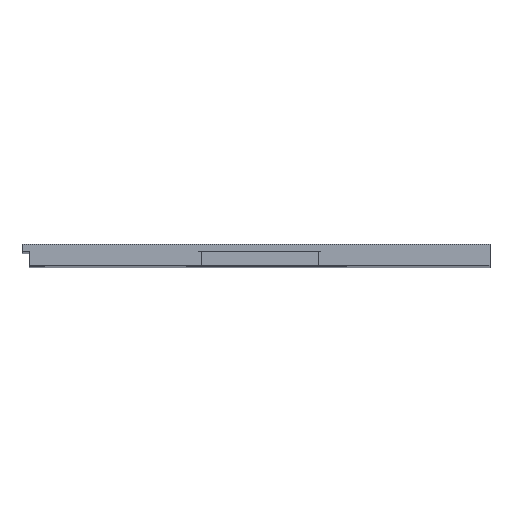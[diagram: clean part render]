
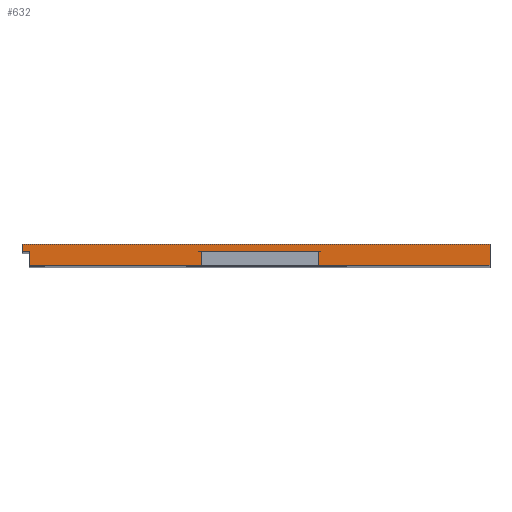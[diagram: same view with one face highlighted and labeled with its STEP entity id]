
A CAD part, top view. The second image highlights one B-rep face of the part: STEP entity #632.
In plain terms, the highlighted planar face has unit normal (0, 0, 1).
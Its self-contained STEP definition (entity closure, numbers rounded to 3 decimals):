
#61=CARTESIAN_POINT('Vertex',(200.,18.,589.5)) ;
#77=CARTESIAN_POINT('Vertex',(-200.,18.,589.5)) ;
#80=CARTESIAN_POINT('Line Origine',(0.,18.,589.5)) ;
#97=CARTESIAN_POINT('Line Origine',(-200.,15.,589.5)) ;
#101=CARTESIAN_POINT('Vertex',(-200.,12.,589.5)) ;
#234=CARTESIAN_POINT('Vertex',(-194.,12.,589.5)) ;
#241=CARTESIAN_POINT('Vertex',(-194.,0.,589.5)) ;
#244=CARTESIAN_POINT('Line Origine',(-194.,6.,589.5)) ;
#327=CARTESIAN_POINT('Vertex',(53.,12.,589.5)) ;
#343=CARTESIAN_POINT('Vertex',(53.,0.,589.5)) ;
#346=CARTESIAN_POINT('Line Origine',(53.,6.,589.5)) ;
#363=CARTESIAN_POINT('Line Origine',(3.,12.,589.5)) ;
#367=CARTESIAN_POINT('Vertex',(-47.,12.,589.5)) ;
#482=CARTESIAN_POINT('Line Origine',(-47.,6.,589.5)) ;
#486=CARTESIAN_POINT('Vertex',(-47.,0.,589.5)) ;
#551=CARTESIAN_POINT('Line Origine',(-197.,12.,589.5)) ;
#598=CARTESIAN_POINT('Axis2P3D Location',(200.,0.,589.5)) ;
#603=CARTESIAN_POINT('Line Origine',(126.5,0.,589.5)) ;
#607=CARTESIAN_POINT('Vertex',(200.,0.,589.5)) ;
#610=CARTESIAN_POINT('Line Origine',(200.,9.,589.5)) ;
#615=CARTESIAN_POINT('Line Origine',(-120.5,0.,589.5)) ;
#81=DIRECTION('Vector Direction',(-1.,0.,0.)) ;
#98=DIRECTION('Vector Direction',(0.,1.,0.)) ;
#245=DIRECTION('Vector Direction',(0.,1.,0.)) ;
#347=DIRECTION('Vector Direction',(0.,1.,0.)) ;
#364=DIRECTION('Vector Direction',(-1.,0.,0.)) ;
#483=DIRECTION('Vector Direction',(0.,1.,0.)) ;
#552=DIRECTION('Vector Direction',(1.,0.,0.)) ;
#599=DIRECTION('Axis2P3D Direction',(0.,0.,-1.)) ;
#600=DIRECTION('Axis2P3D XDirection',(-1.,0.,0.)) ;
#604=DIRECTION('Vector Direction',(-1.,0.,0.)) ;
#611=DIRECTION('Vector Direction',(0.,1.,0.)) ;
#616=DIRECTION('Vector Direction',(-1.,0.,0.)) ;
#601=AXIS2_PLACEMENT_3D('Plane Axis2P3D',#598,#599,#600) ;
#621=ORIENTED_EDGE('',*,*,#488,.T.) ;
#622=ORIENTED_EDGE('',*,*,#369,.T.) ;
#623=ORIENTED_EDGE('',*,*,#350,.F.) ;
#624=ORIENTED_EDGE('',*,*,#609,.T.) ;
#625=ORIENTED_EDGE('',*,*,#614,.T.) ;
#626=ORIENTED_EDGE('',*,*,#84,.F.) ;
#627=ORIENTED_EDGE('',*,*,#103,.F.) ;
#628=ORIENTED_EDGE('',*,*,#555,.T.) ;
#629=ORIENTED_EDGE('',*,*,#248,.F.) ;
#630=ORIENTED_EDGE('',*,*,#619,.T.) ;
#82=VECTOR('Line Direction',#81,1.) ;
#99=VECTOR('Line Direction',#98,1.) ;
#246=VECTOR('Line Direction',#245,1.) ;
#348=VECTOR('Line Direction',#347,1.) ;
#365=VECTOR('Line Direction',#364,1.) ;
#484=VECTOR('Line Direction',#483,1.) ;
#553=VECTOR('Line Direction',#552,1.) ;
#605=VECTOR('Line Direction',#604,1.) ;
#612=VECTOR('Line Direction',#611,1.) ;
#617=VECTOR('Line Direction',#616,1.) ;
#632=ADVANCED_FACE('Corps principal',(#631),#602,.F.) ;
#84=EDGE_CURVE('',#78,#62,#83,.F.) ;
#103=EDGE_CURVE('',#102,#78,#100,.T.) ;
#248=EDGE_CURVE('',#242,#235,#247,.T.) ;
#350=EDGE_CURVE('',#344,#328,#349,.T.) ;
#369=EDGE_CURVE('',#368,#328,#366,.F.) ;
#488=EDGE_CURVE('',#487,#368,#485,.T.) ;
#555=EDGE_CURVE('',#102,#235,#554,.T.) ;
#609=EDGE_CURVE('',#344,#608,#606,.F.) ;
#614=EDGE_CURVE('',#608,#62,#613,.T.) ;
#619=EDGE_CURVE('',#242,#487,#618,.F.) ;
#620=EDGE_LOOP('',(#621,#622,#623,#624,#625,#626,#627,#628,#629,#630)) ;
#631=FACE_OUTER_BOUND('',#620,.T.) ;
#83=LINE('Line',#80,#82) ;
#100=LINE('Line',#97,#99) ;
#247=LINE('Line',#244,#246) ;
#349=LINE('Line',#346,#348) ;
#366=LINE('Line',#363,#365) ;
#485=LINE('Line',#482,#484) ;
#554=LINE('Line',#551,#553) ;
#606=LINE('Line',#603,#605) ;
#613=LINE('Line',#610,#612) ;
#618=LINE('Line',#615,#617) ;
#602=PLANE('Plane',#601) ;
#62=VERTEX_POINT('',#61) ;
#78=VERTEX_POINT('',#77) ;
#102=VERTEX_POINT('',#101) ;
#235=VERTEX_POINT('',#234) ;
#242=VERTEX_POINT('',#241) ;
#328=VERTEX_POINT('',#327) ;
#344=VERTEX_POINT('',#343) ;
#368=VERTEX_POINT('',#367) ;
#487=VERTEX_POINT('',#486) ;
#608=VERTEX_POINT('',#607) ;
